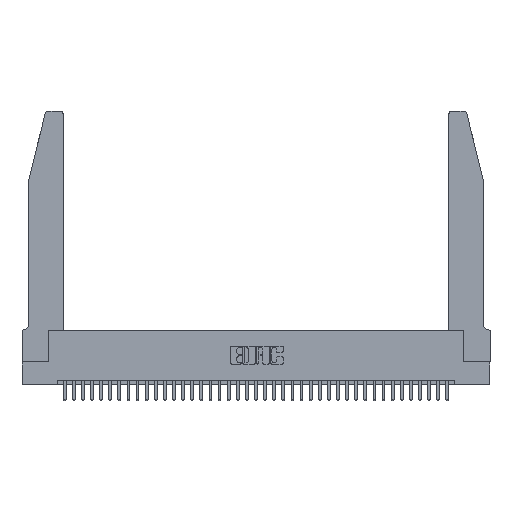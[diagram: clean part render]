
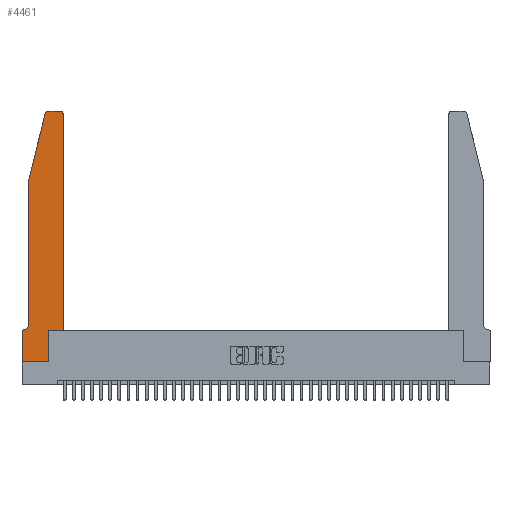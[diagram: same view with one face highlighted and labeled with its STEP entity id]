
A CAD part, top view. The second image highlights one B-rep face of the part: STEP entity #4461.
In plain terms, the highlighted planar face has unit normal (0, 0, 1).
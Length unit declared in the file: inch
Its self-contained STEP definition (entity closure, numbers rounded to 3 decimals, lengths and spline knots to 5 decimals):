
#223 = VECTOR ( 'NONE', #20688, 39.37008 ) ;
#787 = ORIENTED_EDGE ( 'NONE', *, *, #5747, .T. ) ;
#903 = VERTEX_POINT ( 'NONE', #26330 ) ;
#1251 = LINE ( 'NONE', #1489, #31984 ) ;
#1489 = CARTESIAN_POINT ( 'NONE',  ( 0.4505, 0.35, 0.37 ) ) ;
#1927 = DIRECTION ( 'NONE',  ( 0., 1., 0. ) ) ;
#1940 = CARTESIAN_POINT ( 'NONE',  ( 0.2865, 0., 0.37 ) ) ;
#2368 = CARTESIAN_POINT ( 'NONE',  ( 0.284, 2.75, 0.37 ) ) ;
#2692 = EDGE_CURVE ( 'NONE', #10310, #21419, #36702, .T. ) ;
#2819 = VERTEX_POINT ( 'NONE', #7520 ) ;
#2820 = DIRECTION ( 'NONE',  ( 0., -1., 0. ) ) ;
#2906 = CARTESIAN_POINT ( 'NONE',  ( 0.0055, 0.35, 0.37 ) ) ;
#2965 = CARTESIAN_POINT ( 'NONE',  ( 0.0755, 0.42, 0.37 ) ) ;
#3163 = ORIENTED_EDGE ( 'NONE', *, *, #19011, .T. ) ;
#3533 = ORIENTED_EDGE ( 'NONE', *, *, #10871, .T. ) ;
#3778 = ORIENTED_EDGE ( 'NONE', *, *, #25645, .T. ) ;
#3788 = EDGE_CURVE ( 'NONE', #24209, #34835, #1251, .T. ) ;
#4171 = DIRECTION ( 'NONE',  ( 1., 0., 0. ) ) ;
#4461 = ADVANCED_FACE ( 'NONE', ( #8726 ), #16230, .T. ) ;
#4957 = DIRECTION ( 'NONE',  ( 0., 0., -1. ) ) ;
#5084 = DIRECTION ( 'NONE',  ( 0., 0., 1. ) ) ;
#5747 = EDGE_CURVE ( 'NONE', #13700, #21239, #24805, .T. ) ;
#6706 = VECTOR ( 'NONE', #1927, 39.37008 ) ;
#7520 = CARTESIAN_POINT ( 'NONE',  ( 0.4205, 2.75, 0.37 ) ) ;
#7651 = DIRECTION ( 'NONE',  ( 1., 0., 0. ) ) ;
#8379 = VECTOR ( 'NONE', #11932, 39.37008 ) ;
#8726 = FACE_OUTER_BOUND ( 'NONE', #25648, .T. ) ;
#9155 = ORIENTED_EDGE ( 'NONE', *, *, #2692, .T. ) ;
#9356 = LINE ( 'NONE', #25358, #23285 ) ;
#10310 = VERTEX_POINT ( 'NONE', #31806 ) ;
#10340 = DIRECTION ( 'NONE',  ( -1., 0., 0. ) ) ;
#10527 = CARTESIAN_POINT ( 'NONE',  ( 0., 0., 0.37 ) ) ;
#10871 = EDGE_CURVE ( 'NONE', #21419, #13700, #9356, .T. ) ;
#11101 = VERTEX_POINT ( 'NONE', #28784 ) ;
#11240 = CARTESIAN_POINT ( 'NONE',  ( 0.0055, 0.42, 0.37 ) ) ;
#11932 = DIRECTION ( 'NONE',  ( -1., 0., 0. ) ) ;
#12627 = VECTOR ( 'NONE', #7651, 39.37008 ) ;
#12707 = CARTESIAN_POINT ( 'NONE',  ( 0.2605, 2.75, 0.37 ) ) ;
#12877 = EDGE_CURVE ( 'NONE', #34835, #2819, #17523, .T. ) ;
#12933 = AXIS2_PLACEMENT_3D ( 'NONE', #11240, #4957, #10340 ) ;
#13700 = VERTEX_POINT ( 'NONE', #2965 ) ;
#13812 = EDGE_CURVE ( 'NONE', #21239, #11101, #33937, .T. ) ;
#14660 = LINE ( 'NONE', #19709, #6706 ) ;
#14716 = VERTEX_POINT ( 'NONE', #1940 ) ;
#15110 = VERTEX_POINT ( 'NONE', #2368 ) ;
#15566 = VERTEX_POINT ( 'NONE', #34459 ) ;
#15768 = DIRECTION ( 'NONE',  ( 1., 0., 0. ) ) ;
#15985 = DIRECTION ( 'NONE',  ( 0., 0., 1. ) ) ;
#16230 = PLANE ( 'NONE',  #21144 ) ;
#16310 = LINE ( 'NONE', #10527, #12627 ) ;
#16356 = DIRECTION ( 'NONE',  ( -0.239, -0.971, 0. ) ) ;
#16869 = DIRECTION ( 'NONE',  ( 1., 0., 0. ) ) ;
#17436 = ORIENTED_EDGE ( 'NONE', *, *, #33481, .T. ) ;
#17523 = CIRCLE ( 'NONE', #38094, 0.03 ) ;
#17732 = CARTESIAN_POINT ( 'NONE',  ( 0., 0., 0.37 ) ) ;
#19011 = EDGE_CURVE ( 'NONE', #11101, #903, #22857, .T. ) ;
#19244 = ORIENTED_EDGE ( 'NONE', *, *, #34668, .T. ) ;
#19597 = CARTESIAN_POINT ( 'NONE',  ( 0.4205, 2.72, 0.37 ) ) ;
#19709 = CARTESIAN_POINT ( 'NONE',  ( 0.2865, 0.35, 0.37 ) ) ;
#20187 = VECTOR ( 'NONE', #33526, 39.37008 ) ;
#20464 = DIRECTION ( 'NONE',  ( 0., 1., 0. ) ) ;
#20688 = DIRECTION ( 'NONE',  ( 1., 0., 0. ) ) ;
#20879 = AXIS2_PLACEMENT_3D ( 'NONE', #24507, #33853, #15768 ) ;
#21144 = AXIS2_PLACEMENT_3D ( 'NONE', #28465, #15985, #4171 ) ;
#21239 = VERTEX_POINT ( 'NONE', #2906 ) ;
#21419 = VERTEX_POINT ( 'NONE', #30528 ) ;
#21583 = EDGE_CURVE ( 'NONE', #903, #14716, #16310, .T. ) ;
#21960 = DIRECTION ( 'NONE',  ( 0., -1., 0. ) ) ;
#22151 = CARTESIAN_POINT ( 'NONE',  ( 0.4505, 0.35, 0.37 ) ) ;
#22164 = ORIENTED_EDGE ( 'NONE', *, *, #23755, .T. ) ;
#22857 = LINE ( 'NONE', #17732, #31244 ) ;
#23285 = VECTOR ( 'NONE', #21960, 39.37008 ) ;
#23755 = EDGE_CURVE ( 'NONE', #15110, #10310, #34811, .T. ) ;
#24155 = VECTOR ( 'NONE', #16356, 39.37008 ) ;
#24209 = VERTEX_POINT ( 'NONE', #22151 ) ;
#24422 = LINE ( 'NONE', #26454, #223 ) ;
#24507 = CARTESIAN_POINT ( 'NONE',  ( 0.284, 2.72, 0.37 ) ) ;
#24805 = CIRCLE ( 'NONE', #12933, 0.07 ) ;
#25358 = CARTESIAN_POINT ( 'NONE',  ( 0.0755, 2., 0.37 ) ) ;
#25645 = EDGE_CURVE ( 'NONE', #14716, #15566, #14660, .T. ) ;
#25648 = EDGE_LOOP ( 'NONE', ( #17436, #22164, #9155, #3533, #787, #26430, #3163, #34769, #3778, #19244, #27265, #27016 ) ) ;
#26330 = CARTESIAN_POINT ( 'NONE',  ( 0., 0., 0.37 ) ) ;
#26430 = ORIENTED_EDGE ( 'NONE', *, *, #13812, .T. ) ;
#26454 = CARTESIAN_POINT ( 'NONE',  ( 0.4505, 0.35, 0.37 ) ) ;
#27016 = ORIENTED_EDGE ( 'NONE', *, *, #12877, .T. ) ;
#27265 = ORIENTED_EDGE ( 'NONE', *, *, #3788, .T. ) ;
#28465 = CARTESIAN_POINT ( 'NONE',  ( 0., 0.35, 0.37 ) ) ;
#28708 = CARTESIAN_POINT ( 'NONE',  ( 0.0755, 2., 0.37 ) ) ;
#28784 = CARTESIAN_POINT ( 'NONE',  ( 0., 0.35, 0.37 ) ) ;
#30528 = CARTESIAN_POINT ( 'NONE',  ( 0.0755, 2., 0.37 ) ) ;
#31244 = VECTOR ( 'NONE', #2820, 39.37008 ) ;
#31806 = CARTESIAN_POINT ( 'NONE',  ( 0.25487, 2.72718, 0.37 ) ) ;
#31984 = VECTOR ( 'NONE', #20464, 39.37008 ) ;
#33189 = CARTESIAN_POINT ( 'NONE',  ( 0.4505, 2.72, 0.37 ) ) ;
#33481 = EDGE_CURVE ( 'NONE', #2819, #15110, #36037, .T. ) ;
#33526 = DIRECTION ( 'NONE',  ( -1., 0., 0. ) ) ;
#33853 = DIRECTION ( 'NONE',  ( 0., 0., 1. ) ) ;
#33937 = LINE ( 'NONE', #35599, #8379 ) ;
#34459 = CARTESIAN_POINT ( 'NONE',  ( 0.2865, 0.35, 0.37 ) ) ;
#34668 = EDGE_CURVE ( 'NONE', #15566, #24209, #24422, .T. ) ;
#34769 = ORIENTED_EDGE ( 'NONE', *, *, #21583, .T. ) ;
#34811 = CIRCLE ( 'NONE', #20879, 0.03 ) ;
#34835 = VERTEX_POINT ( 'NONE', #33189 ) ;
#35599 = CARTESIAN_POINT ( 'NONE',  ( 0.0755, 0.35, 0.37 ) ) ;
#36037 = LINE ( 'NONE', #12707, #20187 ) ;
#36702 = LINE ( 'NONE', #28708, #24155 ) ;
#38094 = AXIS2_PLACEMENT_3D ( 'NONE', #19597, #5084, #16869 ) ;
